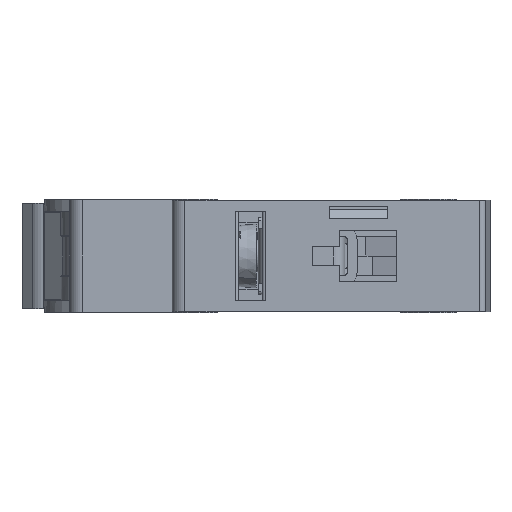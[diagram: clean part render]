
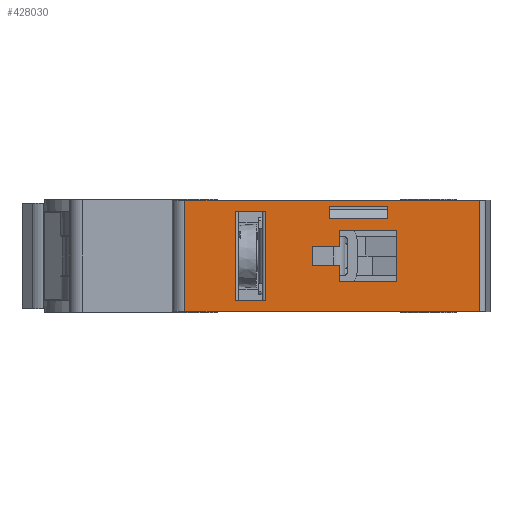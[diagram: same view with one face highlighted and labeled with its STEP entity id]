
A CAD part, left-side view. The second image highlights one B-rep face of the part: STEP entity #428030.
In plain terms, the highlighted planar face has unit normal (-1, 0, 0).
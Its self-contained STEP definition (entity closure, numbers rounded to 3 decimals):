
#64450=CARTESIAN_POINT('',(0.,23.5,-4.))
;
#64460=VERTEX_POINT('',#64450);
#64490=CARTESIAN_POINT('',(0.,23.5,0.));
#64500=DIRECTION('',(0.,0.,-1.));
#64510=VECTOR('',#64500,1.);
#64520=LINE('',#64490,#64510);
#64530=CARTESIAN_POINT('',(0.,23.5,-1.5))
;
#64540=VERTEX_POINT('',#64530);
#64550=EDGE_CURVE('',#64540,#64460,#64520,.T.);
#139060=CARTESIAN_POINT('',(0.,47.5,-8.7));
#139070=VERTEX_POINT('',#139060);
#139100=CARTESIAN_POINT('',(0.,0.,-8.7));
#139110=DIRECTION('',(0.,-1.,0.));
#139120=VECTOR('',#139110,1.);
#139130=LINE('',#139100,#139120);
#139140=CARTESIAN_POINT('',(0.,1.621,-8.7)
);
#139150=VERTEX_POINT('',#139140);
#139160=EDGE_CURVE('',#139070,#139150,#139130,.T.);
#148880=CARTESIAN_POINT('',(0.,14.5,-4.)
);
#148890=VERTEX_POINT('',#148880);
#148920=CARTESIAN_POINT('',(0.,0.,-4.));
#148930=DIRECTION('',(0.,-1.,0.));
#148940=VECTOR('',#148930,1.);
#148950=LINE('',#148920,#148940);
#148960=EDGE_CURVE('',#64460,#148890,#148950,.T.);
#185920=CARTESIAN_POINT('',(0.,27.6,-1.5)
);
#185930=VERTEX_POINT('',#185920);
#185960=CARTESIAN_POINT('',(0.,27.6,0.));
#185970=DIRECTION('',(0.,0.,-1.));
#185980=VECTOR('',#185970,1.);
#185990=LINE('',#185960,#185980);
#186000=CARTESIAN_POINT('',(0.,27.6,1.5)
);
#186010=VERTEX_POINT('',#186000);
#186020=EDGE_CURVE('',#186010,#185930,#185990,.T.);
#197180=CARTESIAN_POINT('',(0.,35.,-7.))
;
#197190=VERTEX_POINT('',#197180);
#197280=CARTESIAN_POINT('',(0.,35.,7.));
#197290=VERTEX_POINT('',#197280);
#197320=CARTESIAN_POINT('',(0.,35.,0.
));
#197330=DIRECTION('',(0.,0.,1.));
#197340=VECTOR('',#197330,1.);
#197350=LINE('',#197320,#197340);
#197360=EDGE_CURVE('',#197190,#197290,#197350,.T.);
#215140=CARTESIAN_POINT('',(0.,0.,-7.));
#215150=DIRECTION('',(0.,1.,0.));
#215160=VECTOR('',#215150,1.);
#215170=LINE('',#215140,#215160);
#215180=CARTESIAN_POINT('',(0.,39.6,-7.
));
#215190=VERTEX_POINT('',#215180);
#215200=EDGE_CURVE('',#197190,#215190,#215170,.T.);
#234940=CARTESIAN_POINT('',(0.,0.,-1.5));
#234950=DIRECTION('',(0.,-1.,0.));
#234960=VECTOR('',#234950,1.);
#234970=LINE('',#234940,#234960);
#234980=EDGE_CURVE('',#185930,#64540,#234970,.T.);
#408670=CARTESIAN_POINT('',(0.,1.621,
8.7));
#408680=VERTEX_POINT('',#408670);
#408710=CARTESIAN_POINT('',(0.,0.,8.7));
#408720=DIRECTION('',(0.,1.,0.));
#408730=VECTOR('',#408720,1.);
#408740=LINE('',#408710,#408730);
#408750=CARTESIAN_POINT('',(0.,47.5,8.7)
);
#408760=VERTEX_POINT('',#408750);
#408770=EDGE_CURVE('',#408680,#408760,#408740,.T.);
#426600=CARTESIAN_POINT('',(0.,39.6,7.)
);
#426610=VERTEX_POINT('',#426600);
#426640=CARTESIAN_POINT('',(0.,0.,7.));
#426650=DIRECTION('',(0.,-1.,0.));
#426660=VECTOR('',#426650,1.);
#426670=LINE('',#426640,#426660);
#426680=EDGE_CURVE('',#426610,#197290,#426670,.T.);
#427010=CARTESIAN_POINT('',(0.,3.1,7.))
;
#427020=DIRECTION('',(-1.,0.,0.));
#427030=DIRECTION('',(0.,-1.,0.));
#427040=AXIS2_PLACEMENT_3D('',#427010,#427020,#427030);
#427050=PLANE('',#427040);
#427060=ORIENTED_EDGE('',*,*,#234980,.F.);
#427070=ORIENTED_EDGE('',*,*,#64550,.F.);
#427080=ORIENTED_EDGE('',*,*,#148960,.F.);
#427090=CARTESIAN_POINT('',(0.,14.5,0.));
#427100=DIRECTION('',(0.,0.,-1.));
#427110=VECTOR('',#427100,1.);
#427120=LINE('',#427090,#427110);
#427130=CARTESIAN_POINT('',(0.,14.5,4.)
);
#427140=VERTEX_POINT('',#427130);
#427150=EDGE_CURVE('',#427140,#148890,#427120,.T.);
#427160=ORIENTED_EDGE('',*,*,#427150,.T.);
#427170=CARTESIAN_POINT('',(0.,0.,4.));
#427180=DIRECTION('',(0.,1.,0.));
#427190=VECTOR('',#427180,1.);
#427200=LINE('',#427170,#427190);
#427210=CARTESIAN_POINT('',(0.,23.5,4.)
);
#427220=VERTEX_POINT('',#427210);
#427230=EDGE_CURVE('',#427140,#427220,#427200,.T.);
#427240=ORIENTED_EDGE('',*,*,#427230,.F.);
#427250=CARTESIAN_POINT('',(0.,23.5,
0.));
#427260=DIRECTION('',(0.,0.,1.));
#427270=VECTOR('',#427260,1.);
#427280=LINE('',#427250,#427270);
#427290=CARTESIAN_POINT('',(0.,23.5,1.5)
);
#427300=VERTEX_POINT('',#427290);
#427310=EDGE_CURVE('',#427300,#427220,#427280,.T.);
#427320=ORIENTED_EDGE('',*,*,#427310,.T.);
#427330=CARTESIAN_POINT('',(0.,0.,1.5));
#427340=DIRECTION('',(0.,-1.,0.));
#427350=VECTOR('',#427340,1.);
#427360=LINE('',#427330,#427350);
#427370=EDGE_CURVE('',#186010,#427300,#427360,.T.);
#427380=ORIENTED_EDGE('',*,*,#427370,.T.);
#427390=ORIENTED_EDGE('',*,*,#186020,.F.);
#427400=EDGE_LOOP('',(#427390,#427380,#427320,#427240,#427160,#427080,
#427070,#427060));
#427410=FACE_BOUND('',#427400,.T.);
#427420=ORIENTED_EDGE('',*,*,#215200,.T.);
#427430=ORIENTED_EDGE('',*,*,#197360,.F.);
#427440=ORIENTED_EDGE('',*,*,#426680,.T.);
#427450=CARTESIAN_POINT('',(0.,39.6,
0.));
#427460=DIRECTION('',(0.,0.,-1.));
#427470=VECTOR('',#427460,1.);
#427480=LINE('',#427450,#427470);
#427490=EDGE_CURVE('',#426610,#215190,#427480,.T.);
#427500=ORIENTED_EDGE('',*,*,#427490,.F.);
#427510=EDGE_LOOP('',(#427500,#427440,#427430,#427420));
#427520=FACE_BOUND('',#427510,.T.);
#427530=CARTESIAN_POINT('',(0.,15.9,
0.));
#427540=DIRECTION('',(0.,0.,-1.));
#427550=VECTOR('',#427540,1.);
#427560=LINE('',#427530,#427550);
#427570=CARTESIAN_POINT('',(0.,15.9,7.7));
#427580=VERTEX_POINT('',#427570);
#427590=CARTESIAN_POINT('',(0.,15.9,5.77)
);
#427600=VERTEX_POINT('',#427590);
#427610=EDGE_CURVE('',#427580,#427600,#427560,.T.);
#427620=ORIENTED_EDGE('',*,*,#427610,.T.);
#427630=CARTESIAN_POINT('',(0.,0.,7.7));
#427640=DIRECTION('',(0.,1.,0.));
#427650=VECTOR('',#427640,1.);
#427660=LINE('',#427630,#427650);
#427670=CARTESIAN_POINT('',(0.,25.,7.7));
#427680=VERTEX_POINT('',#427670);
#427690=EDGE_CURVE('',#427580,#427680,#427660,.T.);
#427700=ORIENTED_EDGE('',*,*,#427690,.F.);
#427710=CARTESIAN_POINT('',(0.,25.,
0.));
#427720=DIRECTION('',(0.,0.,1.));
#427730=VECTOR('',#427720,1.);
#427740=LINE('',#427710,#427730);
#427750=CARTESIAN_POINT('',(0.,25.,5.77))
;
#427760=VERTEX_POINT('',#427750);
#427770=EDGE_CURVE('',#427760,#427680,#427740,.T.);
#427780=ORIENTED_EDGE('',*,*,#427770,.T.);
#427790=CARTESIAN_POINT('',(0.,0.,5.77));
#427800=DIRECTION('',(0.,-1.,0.));
#427810=VECTOR('',#427800,1.);
#427820=LINE('',#427790,#427810);
#427830=EDGE_CURVE('',#427760,#427600,#427820,.T.);
#427840=ORIENTED_EDGE('',*,*,#427830,.F.);
#427850=EDGE_LOOP('',(#427840,#427780,#427700,#427620));
#427860=FACE_BOUND('',#427850,.T.);
#427870=ORIENTED_EDGE('',*,*,#408770,.T.);
#427880=CARTESIAN_POINT('',(0.,1.621,
0.));
#427890=DIRECTION('',(0.,0.,1.));
#427900=VECTOR('',#427890,1.);
#427910=LINE('',#427880,#427900);
#427920=EDGE_CURVE('',#139150,#408680,#427910,.T.);
#427930=ORIENTED_EDGE('',*,*,#427920,.T.);
#427940=ORIENTED_EDGE('',*,*,#139160,.T.);
#427950=CARTESIAN_POINT('',(0.,47.5,
0.));
#427960=DIRECTION('',(0.,0.,-1.));
#427970=VECTOR('',#427960,1.);
#427980=LINE('',#427950,#427970);
#427990=EDGE_CURVE('',#408760,#139070,#427980,.T.);
#428000=ORIENTED_EDGE('',*,*,#427990,.T.);
#428010=EDGE_LOOP('',(#428000,#427940,#427930,#427870));
#428020=FACE_OUTER_BOUND('',#428010,.T.);
#428030=ADVANCED_FACE('',(#427410,#427520,#427860,#428020),#427050,.T.);
